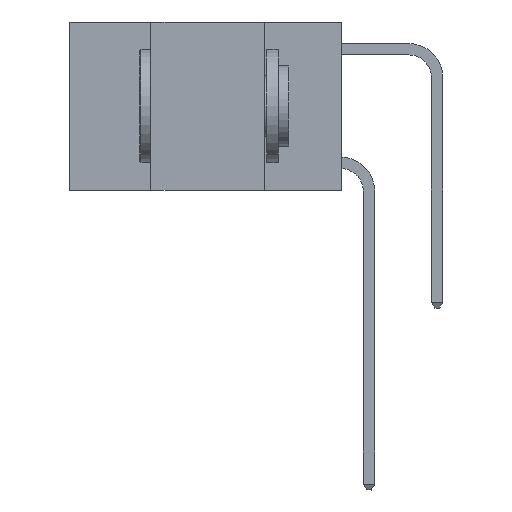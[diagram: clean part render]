
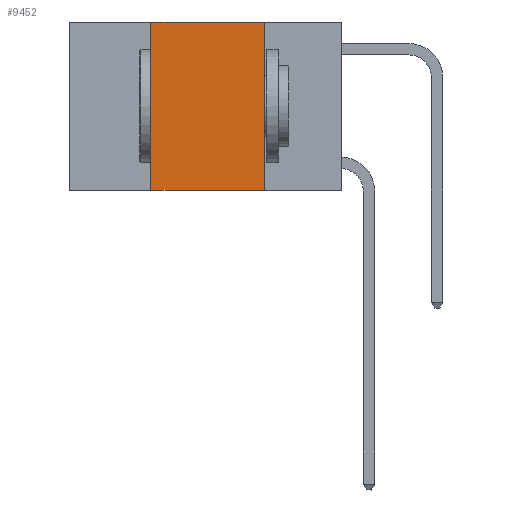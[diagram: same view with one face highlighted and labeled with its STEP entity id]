
A CAD part, left-side view. The second image highlights one B-rep face of the part: STEP entity #9452.
In plain terms, the highlighted planar face has unit normal (-1, 0, 0).
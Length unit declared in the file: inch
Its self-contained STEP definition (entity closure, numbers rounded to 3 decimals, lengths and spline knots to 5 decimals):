
#207 = VECTOR ( 'NONE', #22343, 39.37008 ) ;
#377 = CARTESIAN_POINT ( 'NONE',  ( 0., 0.17, 0. ) ) ;
#562 = ORIENTED_EDGE ( 'NONE', *, *, #9751, .F. ) ;
#1482 = DIRECTION ( 'NONE',  ( 0., -1., 0. ) ) ;
#3462 = CARTESIAN_POINT ( 'NONE',  ( 0., 0.6, 0. ) ) ;
#4386 = ORIENTED_EDGE ( 'NONE', *, *, #8230, .F. ) ;
#4516 = VECTOR ( 'NONE', #8399, 39.37008 ) ;
#7365 = PLANE ( 'NONE',  #19502 ) ;
#7601 = EDGE_CURVE ( 'NONE', #17985, #8003, #16356, .T. ) ;
#7710 = CARTESIAN_POINT ( 'NONE',  ( 0., 0.6, -0.37 ) ) ;
#8003 = VERTEX_POINT ( 'NONE', #13786 ) ;
#8230 = EDGE_CURVE ( 'NONE', #8659, #17985, #9457, .T. ) ;
#8399 = DIRECTION ( 'NONE',  ( 0., 0., 1. ) ) ;
#8659 = VERTEX_POINT ( 'NONE', #20160 ) ;
#9452 = ADVANCED_FACE ( 'NONE', ( #14536 ), #7365, .F. ) ;
#9457 = LINE ( 'NONE', #3462, #22341 ) ;
#9751 = EDGE_CURVE ( 'NONE', #9756, #8659, #13653, .T. ) ;
#9756 = VERTEX_POINT ( 'NONE', #13896 ) ;
#11048 = DIRECTION ( 'NONE',  ( 0., 0., -1. ) ) ;
#11500 = VECTOR ( 'NONE', #20108, 39.37008 ) ;
#13653 = LINE ( 'NONE', #21212, #4516 ) ;
#13786 = CARTESIAN_POINT ( 'NONE',  ( 0., 0.17, -0.37 ) ) ;
#13896 = CARTESIAN_POINT ( 'NONE',  ( 0., 0.42, -0.37 ) ) ;
#14536 = FACE_OUTER_BOUND ( 'NONE', #23709, .T. ) ;
#14916 = LINE ( 'NONE', #7710, #207 ) ;
#15828 = ORIENTED_EDGE ( 'NONE', *, *, #17941, .T. ) ;
#16356 = LINE ( 'NONE', #16370, #11500 ) ;
#16370 = CARTESIAN_POINT ( 'NONE',  ( 0., 0.17, 0. ) ) ;
#17941 = EDGE_CURVE ( 'NONE', #9756, #8003, #14916, .T. ) ;
#17985 = VERTEX_POINT ( 'NONE', #377 ) ;
#18447 = ORIENTED_EDGE ( 'NONE', *, *, #7601, .F. ) ;
#19502 = AXIS2_PLACEMENT_3D ( 'NONE', #20205, #22034, #11048 ) ;
#20108 = DIRECTION ( 'NONE',  ( 0., 0., -1. ) ) ;
#20160 = CARTESIAN_POINT ( 'NONE',  ( 0., 0.42, 0. ) ) ;
#20205 = CARTESIAN_POINT ( 'NONE',  ( 0., 0.6, 0. ) ) ;
#21212 = CARTESIAN_POINT ( 'NONE',  ( 0., 0.42, 0. ) ) ;
#22034 = DIRECTION ( 'NONE',  ( 1., 0., 0. ) ) ;
#22341 = VECTOR ( 'NONE', #1482, 39.37008 ) ;
#22343 = DIRECTION ( 'NONE',  ( 0., -1., 0. ) ) ;
#23709 = EDGE_LOOP ( 'NONE', ( #18447, #4386, #562, #15828 ) ) ;
